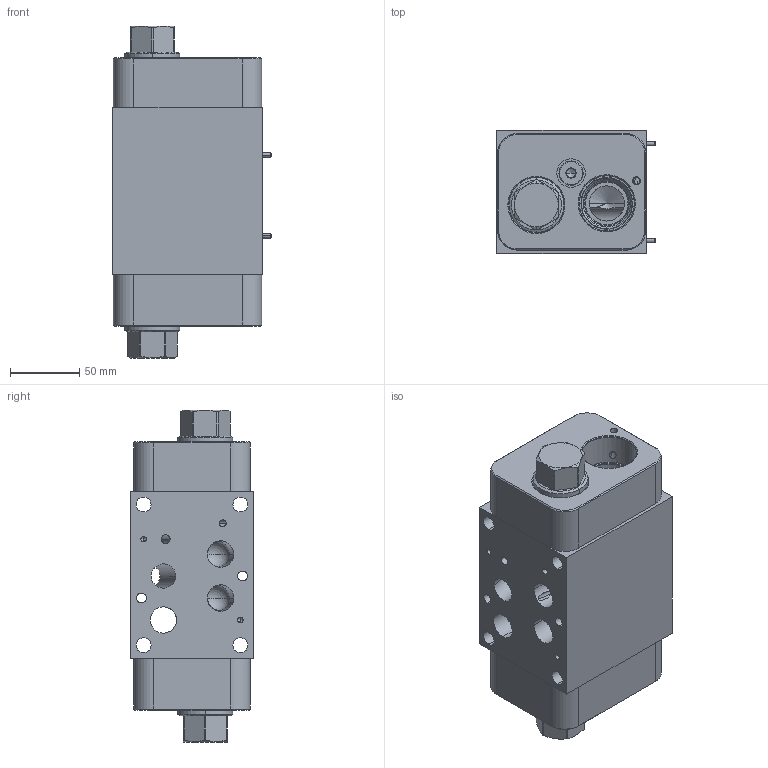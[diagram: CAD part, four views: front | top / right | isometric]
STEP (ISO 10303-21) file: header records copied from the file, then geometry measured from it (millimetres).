
FILE_DESCRIPTION((''),'2;1');
FILE_NAME('BK8_ASM','2019-10-16T',('ProEService'),(''),'PRO/ENGINEER BY PARAMETRIC TECHNOLOGY CORPORATION, 2014200','PRO/ENGINEER BY PARAMETRIC TECHNOLOGY CORPORATION, 2014200','');
FILE_SCHEMA(('CONFIG_CONTROL_DESIGN'));
Length unit declared in the file: inch
Products named in the file (9): 153-992; CXHCXCN; A330-006-006; 850-004-218; 811-001-006; 500-001-111; 500-001-118; 700-006; BK8_ASM
Assembly tree (11 placements, depth 2):
  BK8_ASM
    153-992
    CXHCXCN  x2
    A330-006-006
    850-004-218  x2
    811-001-006  x2
    500-001-111
    500-001-118
    700-006
Bounding box: 114.3 x 88.9 x 239.7 mm (x, y, z)
Volume: 1464488.7 mm3; surface area: 221831.8 mm2
Topology: 14 solids, 14 shells, 675 faces, 1952 edges, 1496 vertices
Faces by surface type: cylinder 278, cone 168, plane 138, torus 50, revolution 24, sphere 17
Entity records: 21091 total; most frequent: CARTESIAN_POINT 7527, DIRECTION 2869, ORIENTED_EDGE 2400, EDGE_CURVE 1200, AXIS2_PLACEMENT_3D 1043, VECTOR 771, LINE 771, VERTEX_POINT 739
